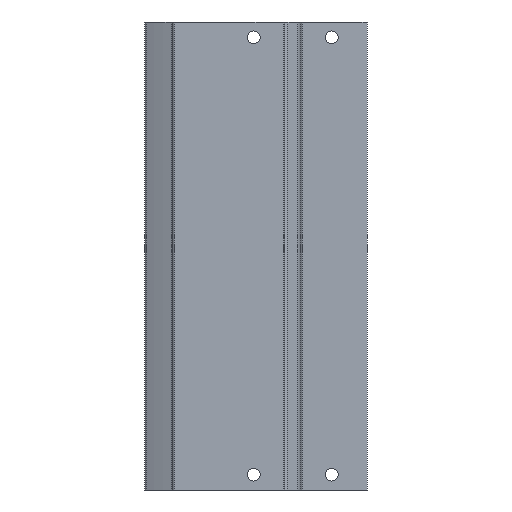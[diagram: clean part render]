
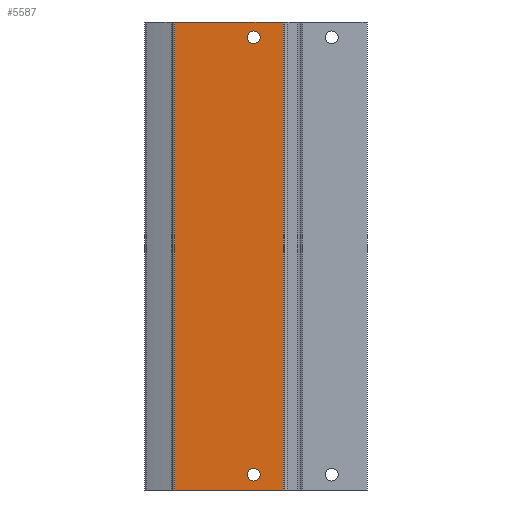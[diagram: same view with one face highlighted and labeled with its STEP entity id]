
A CAD part, front view. The second image highlights one B-rep face of the part: STEP entity #5587.
In plain terms, the highlighted planar face has unit normal (0, -1, 0).
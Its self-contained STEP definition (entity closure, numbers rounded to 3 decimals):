
#245=PLANE('',#6039);
#433=CIRCLE('',#6040,3.15);
#434=CIRCLE('',#6041,3.15);
#836=ORIENTED_EDGE('',*,*,#2294,.F.);
#837=ORIENTED_EDGE('',*,*,#2295,.F.);
#838=ORIENTED_EDGE('',*,*,#2296,.F.);
#839=ORIENTED_EDGE('',*,*,#2293,.F.);
#840=ORIENTED_EDGE('',*,*,#2297,.T.);
#841=ORIENTED_EDGE('',*,*,#2298,.T.);
#2293=EDGE_CURVE('',#3019,#3018,#3553,.T.);
#2294=EDGE_CURVE('',#3020,#3020,#433,.T.);
#2295=EDGE_CURVE('',#3021,#3021,#434,.T.);
#2296=EDGE_CURVE('',#3018,#3022,#3554,.T.);
#2297=EDGE_CURVE('',#3019,#3023,#3555,.T.);
#2298=EDGE_CURVE('',#3023,#3022,#3556,.T.);
#3018=VERTEX_POINT('',#8894);
#3019=VERTEX_POINT('',#8896);
#3020=VERTEX_POINT('',#8900);
#3021=VERTEX_POINT('',#8902);
#3022=VERTEX_POINT('',#8904);
#3023=VERTEX_POINT('',#8906);
#3553=LINE('',#8897,#3930);
#3554=LINE('',#8903,#3931);
#3555=LINE('',#8905,#3932);
#3556=LINE('',#8907,#3933);
#3930=VECTOR('',#6795,1000.);
#3931=VECTOR('',#6802,1000.);
#3932=VECTOR('',#6803,1000.);
#3933=VECTOR('',#6804,1000.);
#4315=EDGE_LOOP('',(#836));
#4316=EDGE_LOOP('',(#837));
#4317=EDGE_LOOP('',(#838,#839,#840,#841));
#4898=FACE_BOUND('',#4315,.T.);
#4899=FACE_BOUND('',#4316,.T.);
#4900=FACE_BOUND('',#4317,.T.);
#5587=ADVANCED_FACE('',(#4898,#4899,#4900),#245,.T.);
#6039=AXIS2_PLACEMENT_3D('',#8898,#6796,#6797);
#6040=AXIS2_PLACEMENT_3D('',#8899,#6798,#6799);
#6041=AXIS2_PLACEMENT_3D('',#8901,#6800,#6801);
#6795=DIRECTION('',(0.,0.,1.));
#6796=DIRECTION('',(0.,-1.,0.));
#6797=DIRECTION('',(0.,0.,-1.));
#6798=DIRECTION('',(0.,-1.,0.));
#6799=DIRECTION('',(0.,0.,-1.));
#6800=DIRECTION('',(0.,-1.,0.));
#6801=DIRECTION('',(0.,0.,-1.));
#6802=DIRECTION('',(1.,0.,0.));
#6803=DIRECTION('',(1.,0.,0.));
#6804=DIRECTION('',(0.,0.,1.));
#8894=CARTESIAN_POINT('',(-57.5,0.,0.));
#8896=CARTESIAN_POINT('',(-57.5,0.,-228.));
#8897=CARTESIAN_POINT('',(-57.5,0.,-228.));
#8898=CARTESIAN_POINT('',(-57.5,0.,-228.));
#8899=CARTESIAN_POINT('',(-19.,0.,-220.5));
#8900=CARTESIAN_POINT('',(-19.,0.,-223.65));
#8901=CARTESIAN_POINT('',(-19.,0.,-7.5));
#8902=CARTESIAN_POINT('',(-19.,0.,-10.65));
#8903=CARTESIAN_POINT('',(-57.5,0.,0.));
#8904=CARTESIAN_POINT('',(-4.7,0.,0.));
#8905=CARTESIAN_POINT('',(-57.5,0.,-228.));
#8906=CARTESIAN_POINT('',(-4.7,0.,-228.));
#8907=CARTESIAN_POINT('',(-4.7,0.,-228.));
